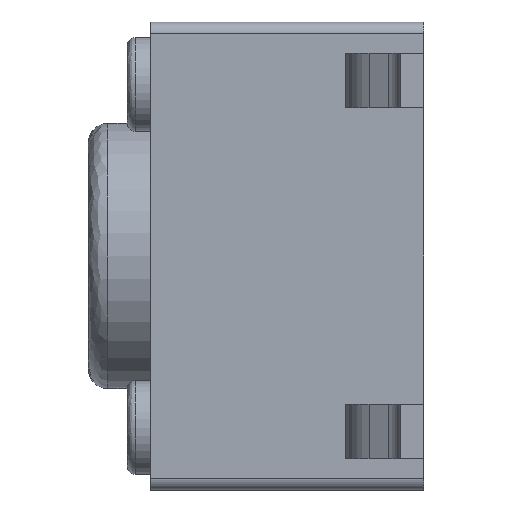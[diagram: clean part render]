
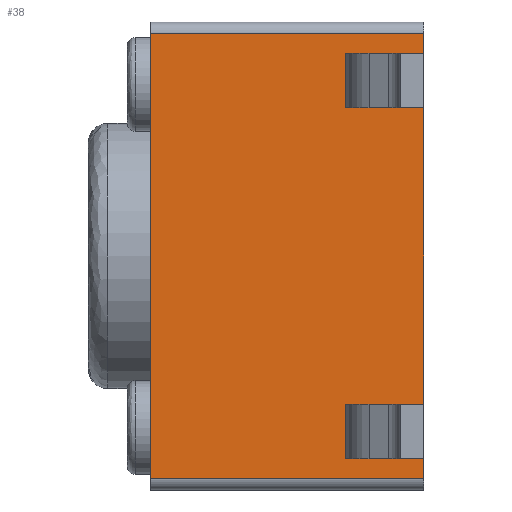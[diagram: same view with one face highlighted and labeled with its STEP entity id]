
A CAD part, left-side view. The second image highlights one B-rep face of the part: STEP entity #38.
In plain terms, the highlighted planar face has unit normal (-1, 0, 0).
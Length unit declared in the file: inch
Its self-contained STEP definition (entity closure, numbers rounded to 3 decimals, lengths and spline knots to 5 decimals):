
#15 = LINE ( 'NONE', #2123, #119 ) ;
#38 = ADVANCED_FACE ( 'NONE', ( #2476, #635, #2015 ), #1380, .F. ) ;
#86 = AXIS2_PLACEMENT_3D ( 'NONE', #2251, #2712, #1123 ) ;
#119 = VECTOR ( 'NONE', #2779, 39.37008 ) ;
#122 = LINE ( 'NONE', #1995, #1142 ) ;
#145 = LINE ( 'NONE', #2210, #465 ) ;
#194 = VERTEX_POINT ( 'NONE', #880 ) ;
#201 = CARTESIAN_POINT ( 'NONE',  ( -0.11811, 0.03937, -0.10236 ) ) ;
#239 = LINE ( 'NONE', #2871, #768 ) ;
#244 = EDGE_LOOP ( 'NONE', ( #1060, #1984, #602, #1929 ) ) ;
#273 = EDGE_CURVE ( 'NONE', #705, #1120, #1578, .T. ) ;
#282 = CARTESIAN_POINT ( 'NONE',  ( -0.11811, 0., -0.1122 ) ) ;
#293 = LINE ( 'NONE', #547, #377 ) ;
#321 = VERTEX_POINT ( 'NONE', #2699 ) ;
#324 = CARTESIAN_POINT ( 'NONE',  ( -0.11811, 0.02756, 0.11811 ) ) ;
#377 = VECTOR ( 'NONE', #2655, 39.37008 ) ;
#435 = EDGE_CURVE ( 'NONE', #809, #1576, #2104, .T. ) ;
#465 = VECTOR ( 'NONE', #2938, 39.37008 ) ;
#467 = EDGE_CURVE ( 'NONE', #2959, #321, #15, .T. ) ;
#509 = CARTESIAN_POINT ( 'NONE',  ( -0.11811, 0.02756, 0.10236 ) ) ;
#542 = VECTOR ( 'NONE', #2477, 39.37008 ) ;
#543 = CARTESIAN_POINT ( 'NONE',  ( -0.11811, 0.03937, 0.10236 ) ) ;
#547 = CARTESIAN_POINT ( 'NONE',  ( -0.11811, 0.03937, 0.11811 ) ) ;
#587 = VERTEX_POINT ( 'NONE', #1035 ) ;
#602 = ORIENTED_EDGE ( 'NONE', *, *, #435, .F. ) ;
#607 = CARTESIAN_POINT ( 'NONE',  ( -0.11811, 0.1378, 0.1122 ) ) ;
#635 = FACE_BOUND ( 'NONE', #244, .T. ) ;
#705 = VERTEX_POINT ( 'NONE', #282 ) ;
#750 = DIRECTION ( 'NONE',  ( 0., 0., -1. ) ) ;
#768 = VECTOR ( 'NONE', #750, 39.37008 ) ;
#809 = VERTEX_POINT ( 'NONE', #509 ) ;
#835 = EDGE_LOOP ( 'NONE', ( #2419, #2657, #2102, #2051 ) ) ;
#880 = CARTESIAN_POINT ( 'NONE',  ( -0.11811, 0.02756, -0.10236 ) ) ;
#896 = VECTOR ( 'NONE', #1965, 39.37008 ) ;
#908 = VECTOR ( 'NONE', #1910, 39.37008 ) ;
#913 = DIRECTION ( 'NONE',  ( 0., 1., 0. ) ) ;
#936 = EDGE_CURVE ( 'NONE', #1120, #972, #145, .T. ) ;
#972 = VERTEX_POINT ( 'NONE', #607 ) ;
#1004 = DIRECTION ( 'NONE',  ( 0., 0., 1. ) ) ;
#1026 = EDGE_CURVE ( 'NONE', #1031, #194, #1145, .T. ) ;
#1031 = VERTEX_POINT ( 'NONE', #201 ) ;
#1035 = CARTESIAN_POINT ( 'NONE',  ( -0.11811, 0., 0.1122 ) ) ;
#1044 = VERTEX_POINT ( 'NONE', #1607 ) ;
#1060 = ORIENTED_EDGE ( 'NONE', *, *, #467, .F. ) ;
#1086 = ORIENTED_EDGE ( 'NONE', *, *, #1611, .F. ) ;
#1120 = VERTEX_POINT ( 'NONE', #1890 ) ;
#1123 = DIRECTION ( 'NONE',  ( 0., 1., 0. ) ) ;
#1142 = VECTOR ( 'NONE', #2187, 39.37008 ) ;
#1145 = LINE ( 'NONE', #1591, #2844 ) ;
#1181 = CARTESIAN_POINT ( 'NONE',  ( -0.11811, 0.13386, 0.10236 ) ) ;
#1203 = EDGE_CURVE ( 'NONE', #1576, #2959, #239, .T. ) ;
#1208 = CARTESIAN_POINT ( 'NONE',  ( -0.11811, 0.13386, -0.0748 ) ) ;
#1231 = EDGE_CURVE ( 'NONE', #1044, #1031, #293, .T. ) ;
#1254 = EDGE_CURVE ( 'NONE', #2311, #1044, #2163, .T. ) ;
#1258 = EDGE_CURVE ( 'NONE', #321, #809, #1701, .T. ) ;
#1380 = PLANE ( 'NONE',  #86 ) ;
#1449 = ORIENTED_EDGE ( 'NONE', *, *, #1231, .F. ) ;
#1501 = EDGE_CURVE ( 'NONE', #972, #587, #1868, .T. ) ;
#1576 = VERTEX_POINT ( 'NONE', #543 ) ;
#1578 = LINE ( 'NONE', #2713, #542 ) ;
#1591 = CARTESIAN_POINT ( 'NONE',  ( -0.11811, 0.13386, -0.10236 ) ) ;
#1607 = CARTESIAN_POINT ( 'NONE',  ( -0.11811, 0.03937, -0.0748 ) ) ;
#1611 = EDGE_CURVE ( 'NONE', #194, #2311, #122, .T. ) ;
#1618 = ORIENTED_EDGE ( 'NONE', *, *, #1026, .F. ) ;
#1633 = DIRECTION ( 'NONE',  ( 0., -1., 0. ) ) ;
#1657 = ORIENTED_EDGE ( 'NONE', *, *, #1254, .F. ) ;
#1663 = EDGE_CURVE ( 'NONE', #705, #587, #2228, .T. ) ;
#1701 = LINE ( 'NONE', #324, #2473 ) ;
#1817 = CARTESIAN_POINT ( 'NONE',  ( -0.11811, 0.13386, 0.1122 ) ) ;
#1868 = LINE ( 'NONE', #1817, #2879 ) ;
#1890 = CARTESIAN_POINT ( 'NONE',  ( -0.11811, 0.1378, -0.1122 ) ) ;
#1910 = DIRECTION ( 'NONE',  ( 0., 1., 0. ) ) ;
#1929 = ORIENTED_EDGE ( 'NONE', *, *, #1258, .F. ) ;
#1965 = DIRECTION ( 'NONE',  ( 0., 0., 1. ) ) ;
#1979 = CARTESIAN_POINT ( 'NONE',  ( -0.11811, 0., 0.11811 ) ) ;
#1984 = ORIENTED_EDGE ( 'NONE', *, *, #1203, .F. ) ;
#1995 = CARTESIAN_POINT ( 'NONE',  ( -0.11811, 0.02756, 0.11811 ) ) ;
#2015 = FACE_OUTER_BOUND ( 'NONE', #835, .T. ) ;
#2034 = CARTESIAN_POINT ( 'NONE',  ( -0.11811, 0.02756, -0.0748 ) ) ;
#2048 = DIRECTION ( 'NONE',  ( 0., -1., 0. ) ) ;
#2051 = ORIENTED_EDGE ( 'NONE', *, *, #273, .F. ) ;
#2102 = ORIENTED_EDGE ( 'NONE', *, *, #936, .F. ) ;
#2104 = LINE ( 'NONE', #1181, #2740 ) ;
#2123 = CARTESIAN_POINT ( 'NONE',  ( -0.11811, 0.13386, 0.0748 ) ) ;
#2163 = LINE ( 'NONE', #1208, #908 ) ;
#2187 = DIRECTION ( 'NONE',  ( 0., 0., 1. ) ) ;
#2194 = EDGE_LOOP ( 'NONE', ( #1086, #1618, #1449, #1657 ) ) ;
#2210 = CARTESIAN_POINT ( 'NONE',  ( -0.11811, 0.1378, 0.11811 ) ) ;
#2228 = LINE ( 'NONE', #1979, #896 ) ;
#2251 = CARTESIAN_POINT ( 'NONE',  ( -0.11811, 0.13386, 0.11811 ) ) ;
#2311 = VERTEX_POINT ( 'NONE', #2034 ) ;
#2419 = ORIENTED_EDGE ( 'NONE', *, *, #1663, .T. ) ;
#2473 = VECTOR ( 'NONE', #1004, 39.37008 ) ;
#2476 = FACE_BOUND ( 'NONE', #2194, .T. ) ;
#2477 = DIRECTION ( 'NONE',  ( 0., 1., 0. ) ) ;
#2608 = CARTESIAN_POINT ( 'NONE',  ( -0.11811, 0.03937, 0.0748 ) ) ;
#2655 = DIRECTION ( 'NONE',  ( 0., 0., -1. ) ) ;
#2657 = ORIENTED_EDGE ( 'NONE', *, *, #1501, .F. ) ;
#2699 = CARTESIAN_POINT ( 'NONE',  ( -0.11811, 0.02756, 0.0748 ) ) ;
#2712 = DIRECTION ( 'NONE',  ( 1., 0., 0. ) ) ;
#2713 = CARTESIAN_POINT ( 'NONE',  ( -0.11811, 0.13386, -0.1122 ) ) ;
#2740 = VECTOR ( 'NONE', #913, 39.37008 ) ;
#2779 = DIRECTION ( 'NONE',  ( 0., -1., 0. ) ) ;
#2844 = VECTOR ( 'NONE', #2048, 39.37008 ) ;
#2871 = CARTESIAN_POINT ( 'NONE',  ( -0.11811, 0.03937, 0.11811 ) ) ;
#2879 = VECTOR ( 'NONE', #1633, 39.37008 ) ;
#2938 = DIRECTION ( 'NONE',  ( 0., 0., 1. ) ) ;
#2959 = VERTEX_POINT ( 'NONE', #2608 ) ;
